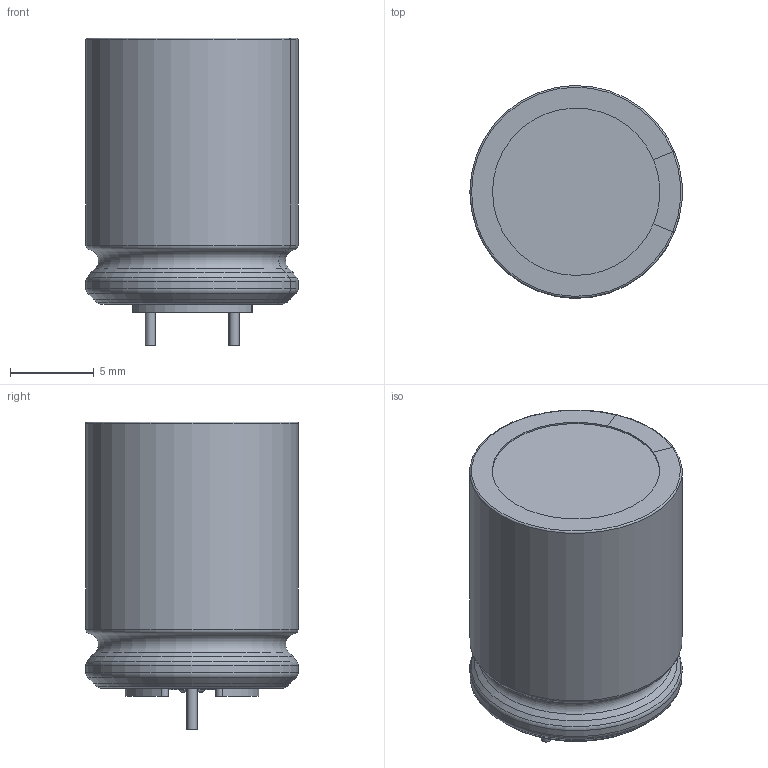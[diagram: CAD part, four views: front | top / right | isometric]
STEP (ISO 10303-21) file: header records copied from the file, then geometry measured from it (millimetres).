
FILE_DESCRIPTION(('FreeCAD Model'),'2;1');
FILE_NAME('CAPPR500-1250X1600.step', '2020-02-22T12:19:17',(''),(''),'Open CASCADE STEP processor 7.3', 'FreeCAD','Unknown');
FILE_SCHEMA(('AUTOMOTIVE_DESIGN { 1 0 10303 214 1 1 1 1 }'));
Length unit declared in the file: millimetre
Products named in the file (1): Compound003
Bounding box: 12.68 x 12.7 x 18.4 mm (x, y, z)
Volume: 2024.4 mm3; surface area: 2710.1 mm2
Topology: 6 solids, 6 shells, 108 faces, 807 edges, 2276 vertices
Faces by surface type: torus 34, plane 29, cylinder 28, cone 15, bspline 2
Full cylindrical faces by diameter (mm): 0.6 x2, 1.9 x2, 2 x2, 9.2 x1, 11.8 x1, 12.5 x2
Entity records: 21496 total; most frequent: CARTESIAN_POINT 11244, DIRECTION 1638, AXIS2_PLACEMENT_3D 593, CIRCLE 541, GEOMETRIC_CURVE_SET 539, ORIENTED_EDGE 538, PCURVE 538, DEFINITIONAL_REPRESENTATION 538
